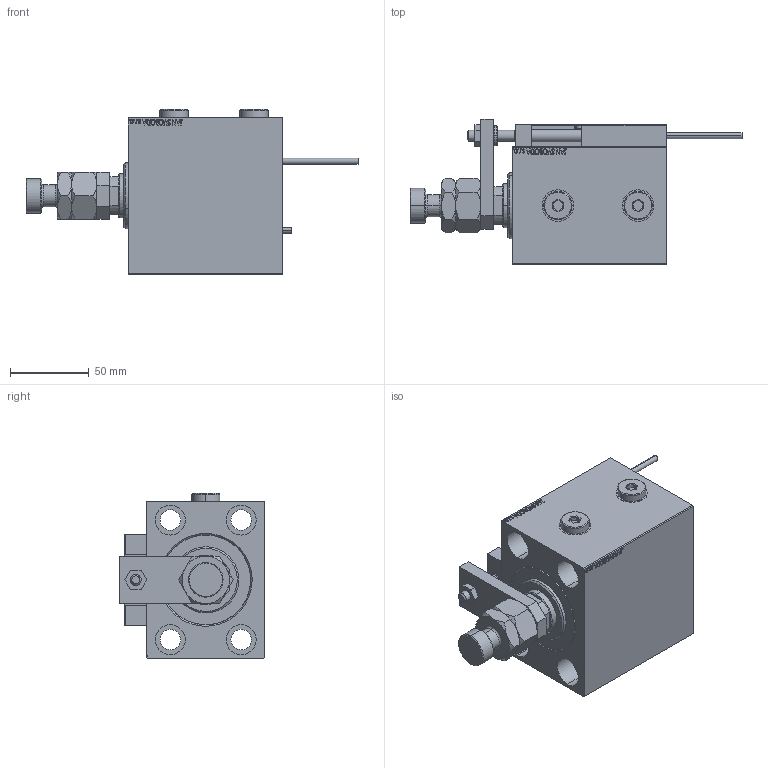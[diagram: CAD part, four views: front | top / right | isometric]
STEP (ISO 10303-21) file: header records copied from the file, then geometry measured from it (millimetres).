
FILE_DESCRIPTION (( 'STEP AP203' ), '1' );
FILE_NAME ('eba5.STEP', '2024-02-12T22:30:20', ( '' ), ( '' ), 'SwSTEP 2.0', 'SolidWorks 2019', '' );
FILE_SCHEMA (( 'CONFIG_CONTROL_DESIGN' ));
Length unit declared in the file: millimetre
Products named in the file (17): KONCOVKA 47d799b4830edb416aafa8c74f86a2a9; MAGNET 47d799b4830edb416aafa8c74f86a2a9; eba5; V450CM_C_VCP 47d799b4830edb416aafa8c74f86a2a9; ALLEN BOLT D5 47d799b4830edb416aafa8c74f86a2a9; TYC_L79 47d799b4830edb416aafa8c74f86a2a9; ZARAZKA 47d799b4830edb416aafa8c74f86a2a9; ALLEN BOLT D8 47d799b4830edb416aafa8c74f86a2a9; SWITCH X 47d799b4830edb416aafa8c74f86a2a9; V450CM_C_Body 47d799b4830edb416aafa8c74f86a2a9; NUT_D12 47d799b4830edb416aafa8c74f86a2a9; X_Y_MFA 47d799b4830edb416aafa8c74f86a2a9; Block 47d799b4830edb416aafa8c74f86a2a9; SWITCH_X_FRONT_BACK 47d799b4830edb416aafa8c74f86a2a9; SWITCH DIM B,W 47d799b4830edb416aafa8c74f86a2a9; Zatka_OIL_PORT 47d799b4830edb416aafa8c74f86a2a9; V450CM_VC_B 47d799b4830edb416aafa8c74f86a2a9
Assembly tree (27 placements, depth 3):
  eba5
    V450CM_C_Body 47d799b4830edb416aafa8c74f86a2a9
    SWITCH X 47d799b4830edb416aafa8c74f86a2a9
      SWITCH_X_FRONT_BACK 47d799b4830edb416aafa8c74f86a2a9  x2
      TYC_L79 47d799b4830edb416aafa8c74f86a2a9
      Block 47d799b4830edb416aafa8c74f86a2a9  x2
      ALLEN BOLT D5 47d799b4830edb416aafa8c74f86a2a9  x4
      ALLEN BOLT D8 47d799b4830edb416aafa8c74f86a2a9  x4
      MAGNET 47d799b4830edb416aafa8c74f86a2a9  x2
      KONCOVKA 47d799b4830edb416aafa8c74f86a2a9  x2
    NUT_D12 47d799b4830edb416aafa8c74f86a2a9
    SWITCH DIM B,W 47d799b4830edb416aafa8c74f86a2a9
    ZARAZKA 47d799b4830edb416aafa8c74f86a2a9
    V450CM_C_VCP 47d799b4830edb416aafa8c74f86a2a9
    V450CM_VC_B 47d799b4830edb416aafa8c74f86a2a9
    X_Y_MFA 47d799b4830edb416aafa8c74f86a2a9
    Zatka_OIL_PORT 47d799b4830edb416aafa8c74f86a2a9  x2
Bounding box: 211 x 92.5 x 104.9 mm (x, y, z)
Volume: 709320.5 mm3; surface area: 140819.6 mm2
Topology: 26 solids, 26 shells, 1391 faces, 3300 edges, 2097 vertices
Faces by surface type: plane 611, bspline 380, cylinder 210, cone 138, torus 48, sphere 4
Entity records: 53301 total; most frequent: CARTESIAN_POINT 26905, ORIENTED_EDGE 5540, DIRECTION 3852, EDGE_CURVE 2770, VERTEX_POINT 1797, VECTOR 1556, LINE 1556, EDGE_LOOP 1293
